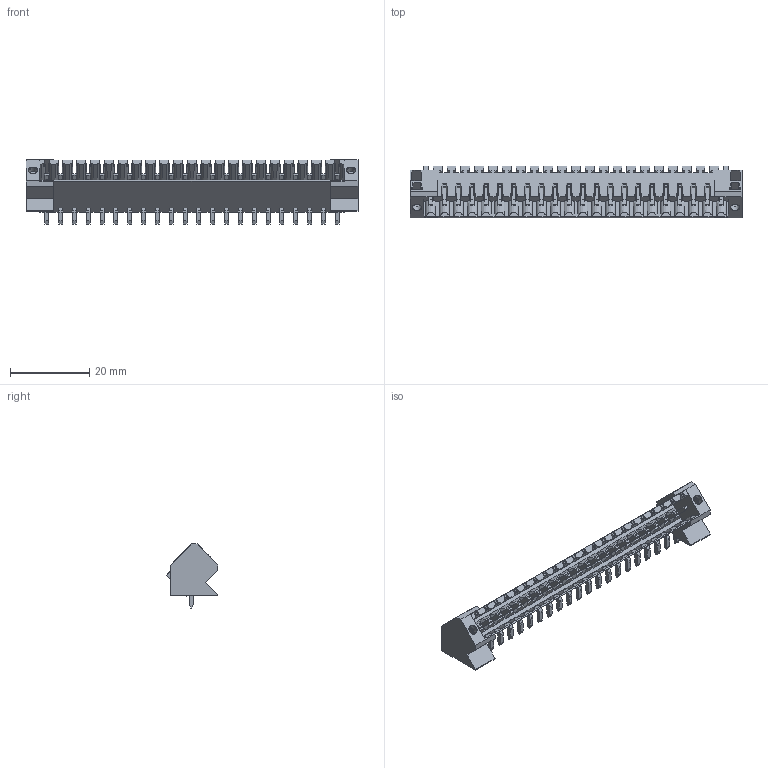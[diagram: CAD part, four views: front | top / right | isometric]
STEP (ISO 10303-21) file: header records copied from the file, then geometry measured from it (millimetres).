
FILE_DESCRIPTION(('CATIA V5 STEP Exchange','CAx-IF Rec.Pracs.--- Model Styling and Organization---1.2---2011-12-15'),'2;1');
FILE_NAME ('D1454217_0_1643530000_1643530000.stp','2018-10-10T06:20:07+00:00',('none'),('Weidmueller'),'CATIA Version 5-6 Release 2014','CATIA V5 STEP AP214','none');
FILE_SCHEMA(('AUTOMOTIVE_DESIGN { 1 0 10303 214 1 1 1 1 }'));
Products named in the file (1): 1643530000
Bounding box: 84 x 13.15 x 16.23 mm (x, y, z)
Volume: 3560.2 mm3; surface area: 8010.5 mm2
Topology: 23 solids, 23 shells, 1748 faces, 5059 edges, 3359 vertices
Faces by surface type: plane 1464, cylinder 258, cone 26
Entity records: 53451 total; most frequent: CARTESIAN_POINT 12192, ORIENTED_EDGE 10118, DIRECTION 6109, EDGE_CURVE 5059, VECTOR 4097, LINE 4097, VERTEX_POINT 3359, EDGE_LOOP 1798
